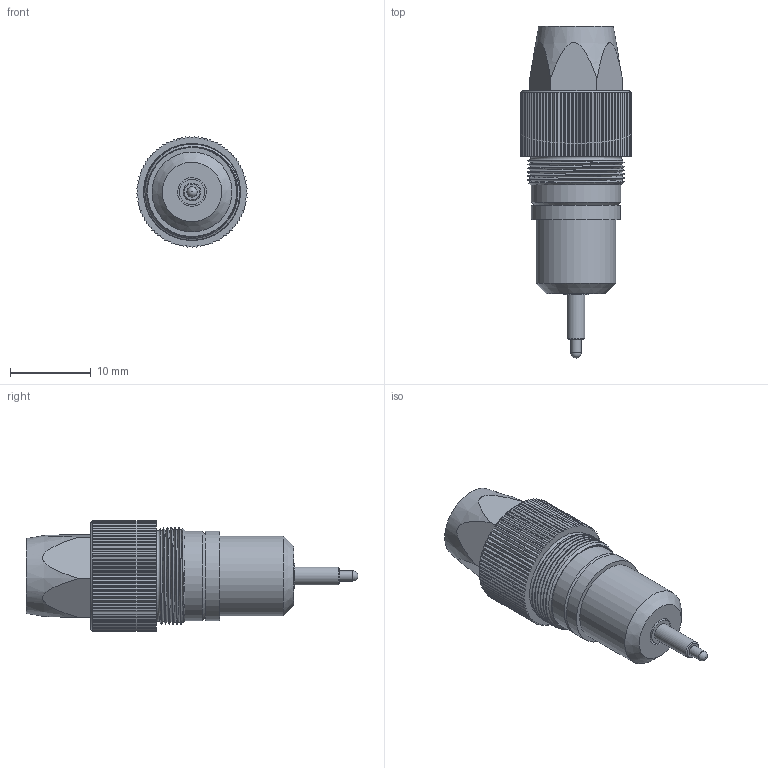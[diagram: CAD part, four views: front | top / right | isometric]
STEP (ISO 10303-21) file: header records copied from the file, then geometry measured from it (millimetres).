
FILE_DESCRIPTION (( 'STEP AP214' ), '1' );
FILE_NAME ('TTN148688-E0W.STEP', '2018-03-15T16:01:21', ( 'admin' ), ( '' ), 'SwSTEP 2.0', 'SolidWorks 2016', '' );
FILE_SCHEMA (( 'AUTOMOTIVE_DESIGN' ));
Length unit declared in the file: inch
Products named in the file (1): TTN148688-E0W
Bounding box: 13.71 x 41.11 x 13.71 mm (x, y, z)
Volume: 2399.1 mm3; surface area: 3637.4 mm2
Topology: 5 solids, 5 shells, 448 faces, 1070 edges, 653 vertices
Faces by surface type: plane 307, cylinder 117, cone 14, bspline 7, torus 3
Full cylindrical faces by diameter (mm): 1 x3, 1.057 x1, 1.27 x1, 1.397 x3, 1.702 x1, 2.21 x2, 2.54 x2, 3.175 x1, 3.556 x1, 6 x2, 6.8 x1, 7.874 x1, 8 x1, 8.25 x1, 9.525 x1, 9.906 x1, 10.16 x1, 11.049 x2, 11.938 x1
Entity records: 21516 total; most frequent: CARTESIAN_POINT 5370, DIRECTION 2192, ORIENTED_EDGE 2022, EDGE_CURVE 1011, AXIS2_PLACEMENT_3D 778, VERTEX_POINT 640, VECTOR 636, LINE 636
